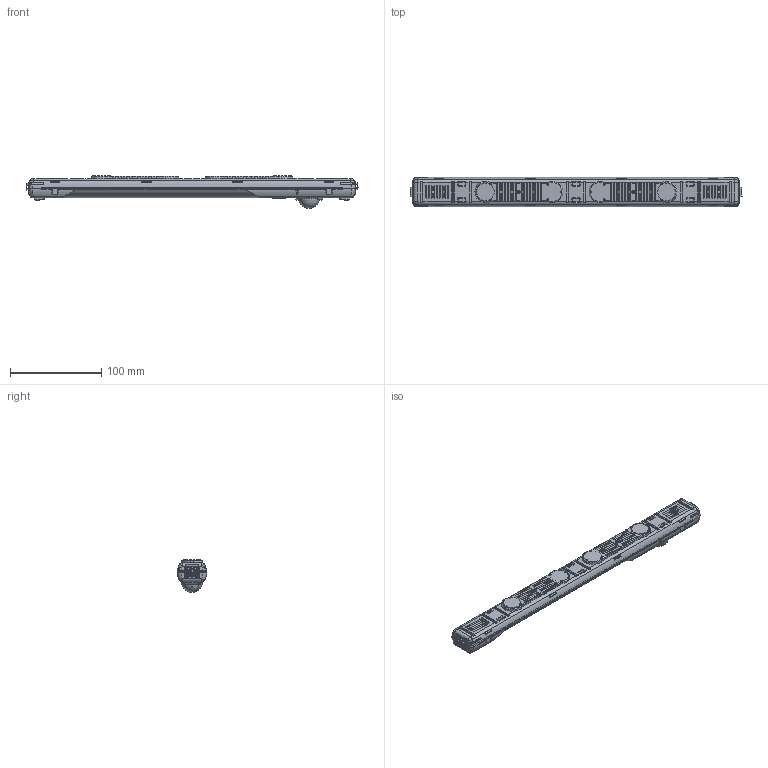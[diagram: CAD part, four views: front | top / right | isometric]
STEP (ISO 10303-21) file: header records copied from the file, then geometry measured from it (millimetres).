
FILE_DESCRIPTION((''),'2;1');
FILE_NAME('LL7000_ASM_1_1_ASM','2024-11-29T09:11:01',('alexcam'),(''),'CREO PARAMETRIC BY PTC INC, 2023294','CREO PARAMETRIC BY PTC INC, 2023294','');
FILE_SCHEMA(('AUTOMOTIVE_DESIGN { 1 0 10303 214 1 1 1 1 }'));
Length unit declared in the file: millimetre
Products named in the file (16): LL7000_HOUSING_1_1_2; LL7000_BASE_1_1_2; LL7000_NEODYMIUM_MAGNET_1_1_2; LL7000_PCB_1_1_2; METWAY_690T_1_1; METWAY_690T_1_2; METWAY_690T_1_3; METWAY_690T_1_4; METWAY_690T_1_ASM; LL7000_PCB_METWAY_ASM_1_ASM; LL7000_DOME_1_1; LL7000_CONNECTOR_BLANK_1; CONNECTOR_BLANK_ASM_1_ASM; PIR-FILTER-AIR_1_1; FRICTION-PAD; LL7000_ASM_1_1_ASM
Assembly tree (21 placements, depth 4):
  LL7000_ASM_1_1_ASM
    LL7000_HOUSING_1_1_2
    LL7000_BASE_1_1_2
    LL7000_NEODYMIUM_MAGNET_1_1_2  x4
    LL7000_PCB_METWAY_ASM_1_ASM
      LL7000_PCB_1_1_2
      METWAY_690T_1_ASM  x2
        METWAY_690T_1_1
        METWAY_690T_1_2
        METWAY_690T_1_3
        METWAY_690T_1_4
    LL7000_DOME_1_1
    CONNECTOR_BLANK_ASM_1_ASM
      LL7000_CONNECTOR_BLANK_1
    LL7000_CONNECTOR_BLANK_1
    PIR-FILTER-AIR_1_1
    FRICTION-PAD  x2
Bounding box: 363.09 x 32 x 35.95 mm (x, y, z)
Volume: 83409.4 mm3; surface area: 108089.7 mm2
Topology: 21 solids, 21 shells, 4145 faces, 12469 edges, 8260 vertices
Faces by surface type: plane 2156, cylinder 933, cone 464, bspline 419, torus 109, sphere 56, extrusion 8
Entity records: 188346 total; most frequent: CARTESIAN_POINT 53852, ORIENTED_EDGE 22734, DIRECTION 17256, PRESENTATION_STYLE_ASSIGNMENT 11690, STYLED_ITEM 11631, CURVE_STYLE 11619, EDGE_CURVE 11367, VERTEX_POINT 7386
